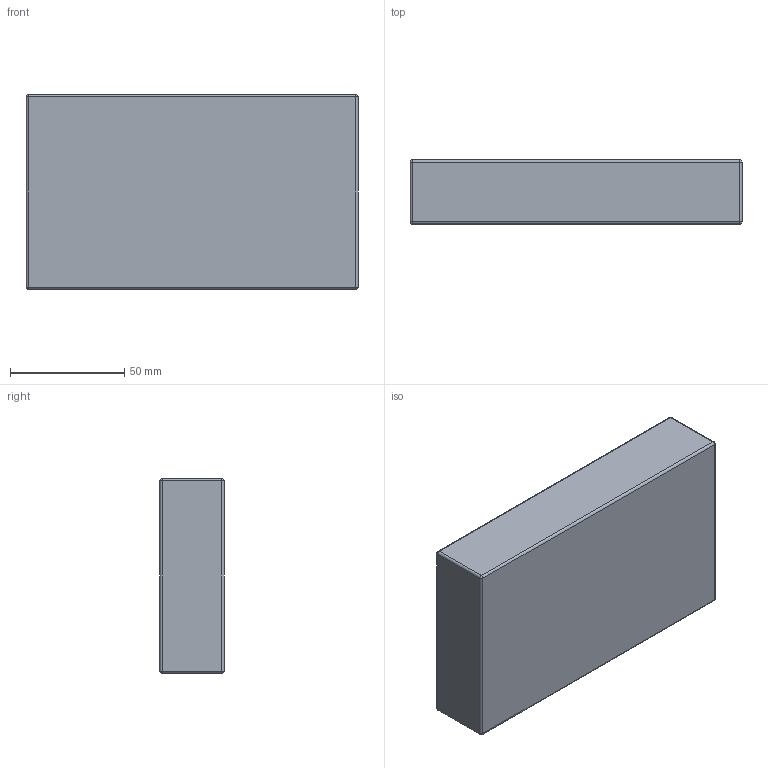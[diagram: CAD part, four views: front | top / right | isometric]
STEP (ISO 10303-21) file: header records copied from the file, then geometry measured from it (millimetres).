
FILE_DESCRIPTION (( 'STEP AP214' ), '1' );
FILE_NAME ('battery.STEP', '2022-09-16T18:16:24', ( '' ), ( '' ), 'SwSTEP 2.0', 'SolidWorks 2022', '' );
FILE_SCHEMA (( 'AUTOMOTIVE_DESIGN' ));
Length unit declared in the file: millimetre
Products named in the file (1): battery
Bounding box: 145 x 28 x 85 mm (x, y, z)
Volume: 344879.9 mm3; surface area: 37085.9 mm2
Topology: 1 solids, 1 shells, 26 faces, 56 edges, 24 vertices
Faces by surface type: cylinder 12, sphere 8, plane 6
Entity records: 658 total; most frequent: DIRECTION 126, CARTESIAN_POINT 99, ORIENTED_EDGE 96, AXIS2_PLACEMENT_3D 51, EDGE_CURVE 48, FACE_OUTER_BOUND 26, EDGE_LOOP 26, ADVANCED_FACE 26
